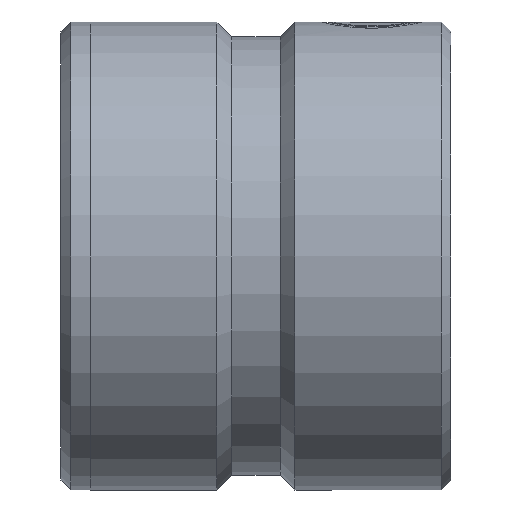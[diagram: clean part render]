
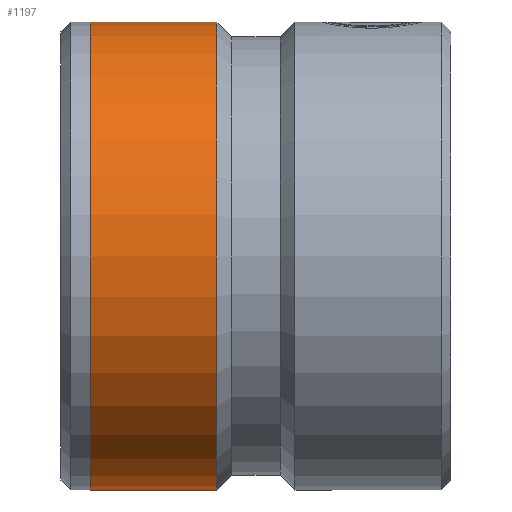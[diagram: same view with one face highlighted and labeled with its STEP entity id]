
A CAD part, left-side view. The second image highlights one B-rep face of the part: STEP entity #1197.
In plain terms, the highlighted cylindrical face has radius 24 mm (diameter 48 mm), a partial arc.
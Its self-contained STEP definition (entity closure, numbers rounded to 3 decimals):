
#34 = DIRECTION ( 'NONE',  ( 0., -1., 0. ) ) ;
#156 = DIRECTION ( 'NONE',  ( 0., -1., 0. ) ) ;
#160 = CARTESIAN_POINT ( 'NONE',  ( 0., 24., -24. ) ) ;
#196 = EDGE_CURVE ( 'NONE', #1537, #674, #1144, .T. ) ;
#249 = LINE ( 'NONE', #1423, #586 ) ;
#288 = ORIENTED_EDGE ( 'NONE', *, *, #1086, .T. ) ;
#396 = CARTESIAN_POINT ( 'NONE',  ( 0., 37., 24. ) ) ;
#475 = AXIS2_PLACEMENT_3D ( 'NONE', #911, #156, #1043 ) ;
#539 = FACE_OUTER_BOUND ( 'NONE', #1196, .T. ) ;
#565 = DIRECTION ( 'NONE',  ( 0., -1., 0. ) ) ;
#586 = VECTOR ( 'NONE', #565, 1000. ) ;
#595 = VERTEX_POINT ( 'NONE', #396 ) ;
#628 = CARTESIAN_POINT ( 'NONE',  ( 0., 0., 24. ) ) ;
#658 = CIRCLE ( 'NONE', #475, 24. ) ;
#674 = VERTEX_POINT ( 'NONE', #160 ) ;
#703 = CARTESIAN_POINT ( 'NONE',  ( 0., 0., 0. ) ) ;
#738 = CARTESIAN_POINT ( 'NONE',  ( 0., 37., -24. ) ) ;
#743 = CARTESIAN_POINT ( 'NONE',  ( 0., 24., 24. ) ) ;
#793 = CARTESIAN_POINT ( 'NONE',  ( 0., 24., 0. ) ) ;
#855 = EDGE_CURVE ( 'NONE', #595, #1537, #1020, .T. ) ;
#911 = CARTESIAN_POINT ( 'NONE',  ( 0., 37., 0. ) ) ;
#921 = DIRECTION ( 'NONE',  ( 0., 0., -1. ) ) ;
#945 = DIRECTION ( 'NONE',  ( 0., -1., 0. ) ) ;
#1020 = LINE ( 'NONE', #628, #1599 ) ;
#1043 = DIRECTION ( 'NONE',  ( 0., 0., -1. ) ) ;
#1086 = EDGE_CURVE ( 'NONE', #595, #1481, #658, .T. ) ;
#1144 = CIRCLE ( 'NONE', #1267, 24. ) ;
#1193 = EDGE_CURVE ( 'NONE', #1481, #674, #249, .T. ) ;
#1196 = EDGE_LOOP ( 'NONE', ( #1484, #288, #1336, #1357 ) ) ;
#1197 = ADVANCED_FACE ( 'NONE', ( #539 ), #1479, .T. ) ;
#1267 = AXIS2_PLACEMENT_3D ( 'NONE', #793, #34, #921 ) ;
#1336 = ORIENTED_EDGE ( 'NONE', *, *, #1193, .T. ) ;
#1357 = ORIENTED_EDGE ( 'NONE', *, *, #196, .F. ) ;
#1372 = AXIS2_PLACEMENT_3D ( 'NONE', #703, #945, #1388 ) ;
#1388 = DIRECTION ( 'NONE',  ( 0., 0., -1. ) ) ;
#1423 = CARTESIAN_POINT ( 'NONE',  ( 0., 0., -24. ) ) ;
#1479 = CYLINDRICAL_SURFACE ( 'NONE', #1372, 24. ) ;
#1480 = DIRECTION ( 'NONE',  ( 0., -1., 0. ) ) ;
#1481 = VERTEX_POINT ( 'NONE', #738 ) ;
#1484 = ORIENTED_EDGE ( 'NONE', *, *, #855, .F. ) ;
#1537 = VERTEX_POINT ( 'NONE', #743 ) ;
#1599 = VECTOR ( 'NONE', #1480, 1000. ) ;
